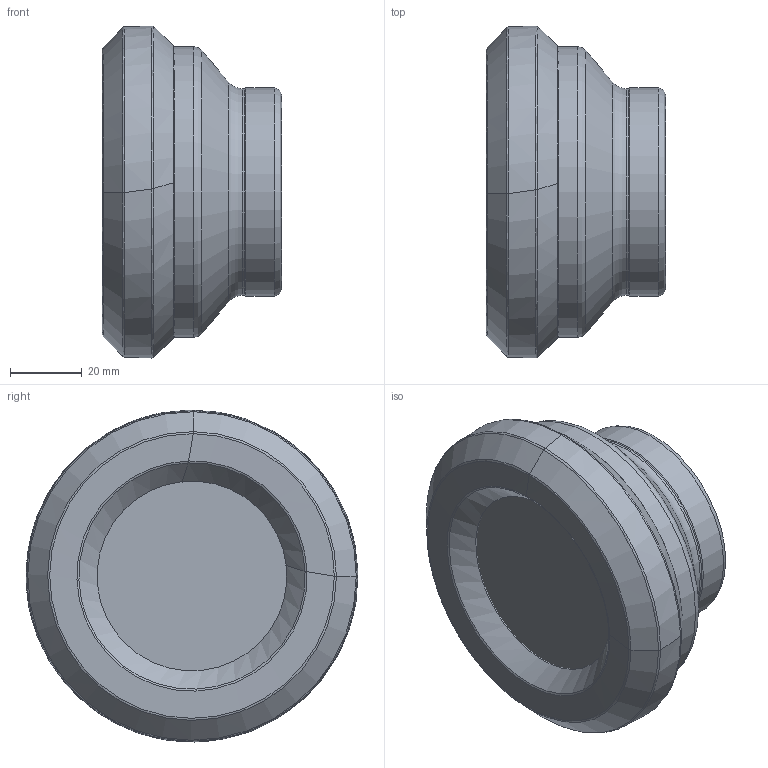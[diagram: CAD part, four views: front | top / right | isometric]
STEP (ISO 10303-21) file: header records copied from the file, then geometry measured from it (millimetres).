
FILE_DESCRIPTION(/* description */ (''),/* implementation_level */ '2;1');
FILE_NAME(/* name */ 'model1.stp',/* time_stamp */ '2023-10-30T10:41:09+03:00',/* author */ (''),/* organization */ (''),/* preprocessor_version */ 'ST-DEVELOPER v19.4',/* originating_system */ 'SIEMENS PLM Software NX2306.3001',/* authorisation */ '');
FILE_SCHEMA (('AUTOMOTIVE_DESIGN { 1 0 10303 214 3 1 1 1 }'));
Length unit declared in the file: millimetre
Products named in the file (1): model1_objects
Bounding box: 49.98 x 92.53 x 92.53 mm (x, y, z)
Volume: 273957.7 mm3; surface area: 35646.3 mm2
Topology: 2 solids, 2 shells, 51 faces, 99 edges, 50 vertices
Faces by surface type: bspline 32, revolution 7, torus 4, cylinder 3, cone 3, plane 2
Full cylindrical faces by diameter (mm): 57.6 x1, 58 x1, 81 x1
Entity records: 1805 total; most frequent: CARTESIAN_POINT 752, DIRECTION 181, ORIENTED_EDGE 164, EDGE_CURVE 82, AXIS2_PLACEMENT_3D 79, EDGE_LOOP 68, CIRCLE 66, ADVANCED_FACE 51
